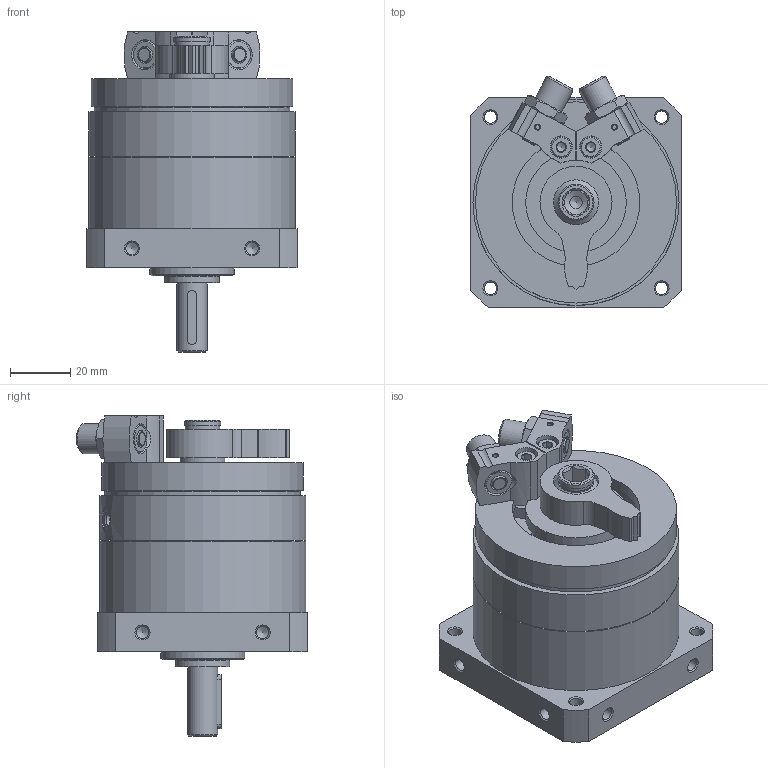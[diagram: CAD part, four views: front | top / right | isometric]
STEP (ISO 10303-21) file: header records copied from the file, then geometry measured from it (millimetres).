
FILE_DESCRIPTION(/* description */ ('STEP AP214'),/* implementation_level */ '2;1');
FILE_NAME(/* name */ '1145092_DSM-T-16-270-P-A-B',/* time_stamp */ '2024-08-21T19:23:29+02:00',/* author */ ('License CC BY-ND 4.0'),/* organization */ ('CADENAS'),/* preprocessor_version */ 'ST-DEVELOPER v19.3',/* originating_system */ 'PARTsolutions',/* authorisation */ ' ');
FILE_SCHEMA (('AUTOMOTIVE_DESIGN {1 0 10303 214 3 1 1}'));
Length unit declared in the file: millimetre
Products named in the file (10): 1145092 DSM-T-16-270-P-A-B--(0); 547574 DSM-16-270-P-A-B_G---(T); 704063 DSM-16-BR---(HZ); 710516 DSM-16/25-P-B; 382090 SLT-10; 342621 DSM-16_NS; DIN-912 - M4x16(F); 396998 YSRW M10X1-3.5-13; 704062 DSM-16-BL---(HZ); 547574 DSM-16-270-P-A-B_K---(T)
Assembly tree (14 placements, depth 2):
  1145092 DSM-T-16-270-P-A-B--(0)
    547574 DSM-16-270-P-A-B_G---(T)
    704063 DSM-16-BR---(HZ)
    710516 DSM-16/25-P-B  x2
    382090 SLT-10  x2
    342621 DSM-16_NS  x2
    DIN-912 - M4x16(F)  x2
    396998 YSRW M10X1-3.5-13  x2
    704062 DSM-16-BL---(HZ)
    547574 DSM-16-270-P-A-B_K---(T)
Bounding box: 70 x 77.03 x 106.6 mm (x, y, z)
Volume: 250478.5 mm3; surface area: 55786.3 mm2
Topology: 14 solids, 14 shells, 363 faces, 824 edges, 516 vertices
Faces by surface type: plane 159, cylinder 112, cone 87, torus 5
Full cylindrical faces by diameter (mm): 1.567 x2, 2.459 x1, 3.2 x1, 3.242 x2, 4 x2, 4.134 x13, 4.5 x2, 5.7 x2, 7 x2, 7.4 x2, 8.3 x2, 8.917 x4, 10 x3, 11.5 x1, 12 x2, 15 x3, 18 x2, 28 x1, 29 x1, 33.5 x1, 42.5 x1, 47 x1, 54 x2, 65 x1, 67 x1, 68.65 x2
Entity records: 7715 total; most frequent: CARTESIAN_POINT 1418, DIRECTION 1327, ORIENTED_EDGE 1018, AXIS2_PLACEMENT_3D 557, EDGE_CURVE 509, FACE_BOUND 461, EDGE_LOOP 449, VERTEX_POINT 394
